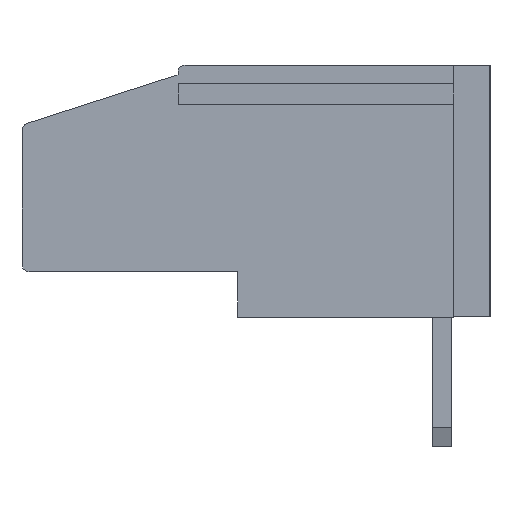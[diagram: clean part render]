
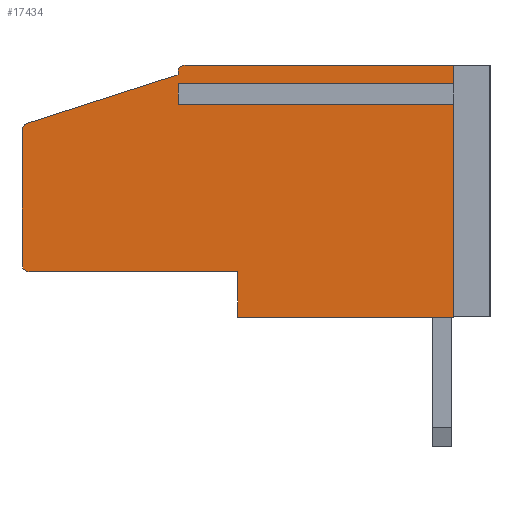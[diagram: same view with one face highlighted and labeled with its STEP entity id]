
A CAD part, left-side view. The second image highlights one B-rep face of the part: STEP entity #17434.
In plain terms, the highlighted planar face has unit normal (-1, 0, 0).
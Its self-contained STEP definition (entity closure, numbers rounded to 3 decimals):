
#273 = VERTEX_POINT ( 'NONE', #29079 ) ;
#332 = VERTEX_POINT ( 'NONE', #17170 ) ;
#363 = DIRECTION ( 'NONE',  ( 0., -0.952, 0.307 ) ) ;
#377 = EDGE_CURVE ( 'NONE', #273, #12691, #6972, .T. ) ;
#1201 = CARTESIAN_POINT ( 'NONE',  ( 0., 1.5, 9.502 ) ) ;
#1858 = DIRECTION ( 'NONE',  ( 0., -1., 0. ) ) ;
#2377 = VECTOR ( 'NONE', #10944, 1000. ) ;
#2427 = VECTOR ( 'NONE', #363, 1000. ) ;
#2569 = EDGE_CURVE ( 'NONE', #32463, #32406, #23550, .T. ) ;
#2808 = CARTESIAN_POINT ( 'NONE',  ( 0., 12.7, 10.5 ) ) ;
#2839 = CIRCLE ( 'NONE', #31451, 0.3 ) ;
#3355 = LINE ( 'NONE', #19502, #5550 ) ;
#3689 = CARTESIAN_POINT ( 'NONE',  ( 0., 19.2, 7.782 ) ) ;
#4177 = EDGE_LOOP ( 'NONE', ( #20610, #31428, #8811, #10989, #16552, #16644, #11242, #30102, #18974, #21986, #7283, #13741, #6814, #14812, #16463 ) ) ;
#4492 = FACE_OUTER_BOUND ( 'NONE', #4177, .T. ) ;
#4756 = CARTESIAN_POINT ( 'NONE',  ( 0., 13., 9.098 ) ) ;
#4804 = VERTEX_POINT ( 'NONE', #23335 ) ;
#5015 = EDGE_CURVE ( 'NONE', #4804, #29612, #14932, .T. ) ;
#5508 = DIRECTION ( 'NONE',  ( 0., 1., 0. ) ) ;
#5550 = VECTOR ( 'NONE', #16900, 1000. ) ;
#5787 = CARTESIAN_POINT ( 'NONE',  ( 0., 1.5, 9.098 ) ) ;
#5900 = VECTOR ( 'NONE', #1858, 1000. ) ;
#6296 = CARTESIAN_POINT ( 'NONE',  ( 0., 19.5, 1.9 ) ) ;
#6467 = CARTESIAN_POINT ( 'NONE',  ( 0., 12.7, 10.2 ) ) ;
#6814 = ORIENTED_EDGE ( 'NONE', *, *, #12618, .F. ) ;
#6972 = LINE ( 'NONE', #28391, #5900 ) ;
#7283 = ORIENTED_EDGE ( 'NONE', *, *, #22254, .F. ) ;
#7315 = EDGE_CURVE ( 'NONE', #9852, #26958, #3355, .T. ) ;
#8355 = EDGE_CURVE ( 'NONE', #4804, #16864, #8423, .T. ) ;
#8364 = AXIS2_PLACEMENT_3D ( 'NONE', #6467, #30723, #30370 ) ;
#8423 = CIRCLE ( 'NONE', #21838, 0.3 ) ;
#8751 = VECTOR ( 'NONE', #25983, 1000. ) ;
#8811 = ORIENTED_EDGE ( 'NONE', *, *, #29757, .F. ) ;
#8907 = CIRCLE ( 'NONE', #8364, 0.3 ) ;
#8931 = EDGE_CURVE ( 'NONE', #9852, #32463, #17427, .T. ) ;
#9016 = CARTESIAN_POINT ( 'NONE',  ( 0., 19.5, 7.782 ) ) ;
#9101 = CARTESIAN_POINT ( 'NONE',  ( 0., 13., 9.098 ) ) ;
#9202 = LINE ( 'NONE', #27993, #26512 ) ;
#9798 = CARTESIAN_POINT ( 'NONE',  ( 0., 1.5, 0. ) ) ;
#9852 = VERTEX_POINT ( 'NONE', #11411 ) ;
#10539 = VERTEX_POINT ( 'NONE', #26738 ) ;
#10944 = DIRECTION ( 'NONE',  ( 0., 0., -1. ) ) ;
#10989 = ORIENTED_EDGE ( 'NONE', *, *, #18675, .F. ) ;
#11242 = ORIENTED_EDGE ( 'NONE', *, *, #2569, .F. ) ;
#11411 = CARTESIAN_POINT ( 'NONE',  ( 0., 13., 9.502 ) ) ;
#11563 = VECTOR ( 'NONE', #16879, 1000. ) ;
#12146 = DIRECTION ( 'NONE',  ( 0., 0., -1. ) ) ;
#12618 = EDGE_CURVE ( 'NONE', #19125, #332, #30871, .T. ) ;
#12691 = VERTEX_POINT ( 'NONE', #9798 ) ;
#13002 = CARTESIAN_POINT ( 'NONE',  ( 0., 19.2, 2.2 ) ) ;
#13269 = CARTESIAN_POINT ( 'NONE',  ( 0., 10.5, 1.9 ) ) ;
#13741 = ORIENTED_EDGE ( 'NONE', *, *, #13897, .T. ) ;
#13897 = EDGE_CURVE ( 'NONE', #14429, #332, #8907, .T. ) ;
#14429 = VERTEX_POINT ( 'NONE', #2808 ) ;
#14436 = CARTESIAN_POINT ( 'NONE',  ( 0., 13., 9.502 ) ) ;
#14812 = ORIENTED_EDGE ( 'NONE', *, *, #21996, .F. ) ;
#14932 = LINE ( 'NONE', #25611, #11563 ) ;
#15102 = CARTESIAN_POINT ( 'NONE',  ( 0., 13., 10.1 ) ) ;
#15558 = DIRECTION ( 'NONE',  ( 0., 0., -1. ) ) ;
#16463 = ORIENTED_EDGE ( 'NONE', *, *, #30496, .T. ) ;
#16552 = ORIENTED_EDGE ( 'NONE', *, *, #377, .T. ) ;
#16644 = ORIENTED_EDGE ( 'NONE', *, *, #22548, .F. ) ;
#16864 = VERTEX_POINT ( 'NONE', #24740 ) ;
#16879 = DIRECTION ( 'NONE',  ( 0., 0., 1. ) ) ;
#16900 = DIRECTION ( 'NONE',  ( 0., -1., 0. ) ) ;
#17170 = CARTESIAN_POINT ( 'NONE',  ( 0., 13., 10.2 ) ) ;
#17427 = LINE ( 'NONE', #14436, #33049 ) ;
#17434 = ADVANCED_FACE ( 'NONE', ( #4492 ), #26255, .F. ) ;
#17473 = DIRECTION ( 'NONE',  ( 0., -1., 0. ) ) ;
#17673 = DIRECTION ( 'NONE',  ( 1., 0., 0. ) ) ;
#18675 = EDGE_CURVE ( 'NONE', #273, #10539, #27123, .T. ) ;
#18974 = ORIENTED_EDGE ( 'NONE', *, *, #7315, .T. ) ;
#19125 = VERTEX_POINT ( 'NONE', #15102 ) ;
#19502 = CARTESIAN_POINT ( 'NONE',  ( 0., 13., 9.502 ) ) ;
#20071 = AXIS2_PLACEMENT_3D ( 'NONE', #23789, #17673, #15558 ) ;
#20610 = ORIENTED_EDGE ( 'NONE', *, *, #5015, .F. ) ;
#21264 = VECTOR ( 'NONE', #25144, 1000. ) ;
#21838 = AXIS2_PLACEMENT_3D ( 'NONE', #13002, #29127, #28760 ) ;
#21986 = ORIENTED_EDGE ( 'NONE', *, *, #31679, .F. ) ;
#21988 = CARTESIAN_POINT ( 'NONE',  ( 0., 1.5, 10.5 ) ) ;
#21996 = EDGE_CURVE ( 'NONE', #23661, #19125, #27240, .T. ) ;
#22254 = EDGE_CURVE ( 'NONE', #14429, #26474, #9202, .T. ) ;
#22548 = EDGE_CURVE ( 'NONE', #32406, #12691, #30060, .T. ) ;
#23335 = CARTESIAN_POINT ( 'NONE',  ( 0., 19.5, 2.2 ) ) ;
#23550 = LINE ( 'NONE', #4756, #8751 ) ;
#23661 = VERTEX_POINT ( 'NONE', #24567 ) ;
#23749 = LINE ( 'NONE', #6296, #30819 ) ;
#23789 = CARTESIAN_POINT ( 'NONE',  ( 0., 19.5, 10.5 ) ) ;
#23925 = VECTOR ( 'NONE', #30513, 1000. ) ;
#23946 = DIRECTION ( 'NONE',  ( 0., 0., 1. ) ) ;
#24440 = CARTESIAN_POINT ( 'NONE',  ( 0., 19.5, 8. ) ) ;
#24567 = CARTESIAN_POINT ( 'NONE',  ( 0., 19.292, 8.067 ) ) ;
#24740 = CARTESIAN_POINT ( 'NONE',  ( 0., 19.2, 1.9 ) ) ;
#25144 = DIRECTION ( 'NONE',  ( 0., 0., -1. ) ) ;
#25611 = CARTESIAN_POINT ( 'NONE',  ( 0., 19.5, 10.5 ) ) ;
#25983 = DIRECTION ( 'NONE',  ( 0., -1., 0. ) ) ;
#26255 = PLANE ( 'NONE',  #20071 ) ;
#26474 = VERTEX_POINT ( 'NONE', #21988 ) ;
#26512 = VECTOR ( 'NONE', #17473, 1000. ) ;
#26738 = CARTESIAN_POINT ( 'NONE',  ( 0., 10.5, 1.9 ) ) ;
#26958 = VERTEX_POINT ( 'NONE', #1201 ) ;
#27123 = LINE ( 'NONE', #13269, #29696 ) ;
#27240 = LINE ( 'NONE', #24440, #2427 ) ;
#27263 = CARTESIAN_POINT ( 'NONE',  ( 0., 1.5, 10.5 ) ) ;
#27587 = DIRECTION ( 'NONE',  ( -1., 0., 0. ) ) ;
#27970 = LINE ( 'NONE', #28147, #21264 ) ;
#27993 = CARTESIAN_POINT ( 'NONE',  ( 0., 19.5, 10.5 ) ) ;
#28147 = CARTESIAN_POINT ( 'NONE',  ( 0., 1.5, 10.5 ) ) ;
#28391 = CARTESIAN_POINT ( 'NONE',  ( 0., 19.5, 0. ) ) ;
#28760 = DIRECTION ( 'NONE',  ( 0., 0., -1. ) ) ;
#29079 = CARTESIAN_POINT ( 'NONE',  ( 0., 10.5, 0. ) ) ;
#29127 = DIRECTION ( 'NONE',  ( -1., 0., 0. ) ) ;
#29612 = VERTEX_POINT ( 'NONE', #9016 ) ;
#29696 = VECTOR ( 'NONE', #23946, 1000. ) ;
#29757 = EDGE_CURVE ( 'NONE', #10539, #16864, #23749, .T. ) ;
#30060 = LINE ( 'NONE', #27263, #2377 ) ;
#30102 = ORIENTED_EDGE ( 'NONE', *, *, #8931, .F. ) ;
#30370 = DIRECTION ( 'NONE',  ( 0., 0., -1. ) ) ;
#30496 = EDGE_CURVE ( 'NONE', #23661, #29612, #2839, .T. ) ;
#30513 = DIRECTION ( 'NONE',  ( 0., 0., 1. ) ) ;
#30723 = DIRECTION ( 'NONE',  ( -1., 0., 0. ) ) ;
#30755 = DIRECTION ( 'NONE',  ( 0., 0., -1. ) ) ;
#30819 = VECTOR ( 'NONE', #5508, 1000. ) ;
#30871 = LINE ( 'NONE', #32988, #23925 ) ;
#31428 = ORIENTED_EDGE ( 'NONE', *, *, #8355, .T. ) ;
#31451 = AXIS2_PLACEMENT_3D ( 'NONE', #3689, #27587, #30755 ) ;
#31679 = EDGE_CURVE ( 'NONE', #26474, #26958, #27970, .T. ) ;
#32406 = VERTEX_POINT ( 'NONE', #5787 ) ;
#32463 = VERTEX_POINT ( 'NONE', #9101 ) ;
#32988 = CARTESIAN_POINT ( 'NONE',  ( 0., 13., 10.1 ) ) ;
#33049 = VECTOR ( 'NONE', #12146, 1000. ) ;
